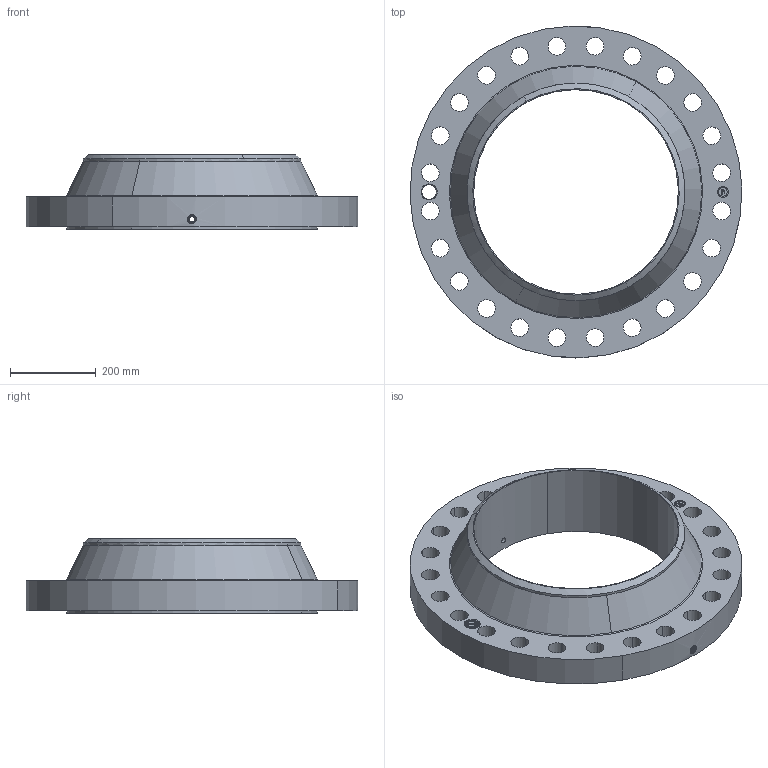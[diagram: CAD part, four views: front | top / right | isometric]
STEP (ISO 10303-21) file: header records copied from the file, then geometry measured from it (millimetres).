
FILE_DESCRIPTION(('3D STEP'),'2;1');
FILE_NAME('20-400-RF-WELD-NECK-40-ORIF-FLANGE.stp','2013-10-21T05:57:32+00:00',('Texas Flange'),(''),'CATIA Version 5 Release 20 SP 6 (IN-10)','CATIA V5 STEP AP214','800-826-3801');
FILE_SCHEMA(('AUTOMOTIVE_DESIGN { 1 0 10303 214 1 1 1 1 }'));
Length unit declared in the file: inch
Products named in the file (1): 20-400-RF-WELD-NECK-40-ORIF-FLANGE
Bounding box: 774.48 x 774.7 x 174.5 mm (x, y, z)
Volume: 23548305.7 mm3; surface area: 1306494.2 mm2
Topology: 1 solids, 1 shells, 810 faces, 2208 edges, 1419 vertices
Faces by surface type: plane 369, bspline 258, cylinder 129, cone 48, revolution 4, torus 2
Entity records: 34220 total; most frequent: CARTESIAN_POINT 14063, ORIENTED_EDGE 4416, EDGE_CURVE 2208, DIRECTION 2198, VERTEX_POINT 1419, VECTOR 1216, LINE 1216, EDGE_LOOP 885
